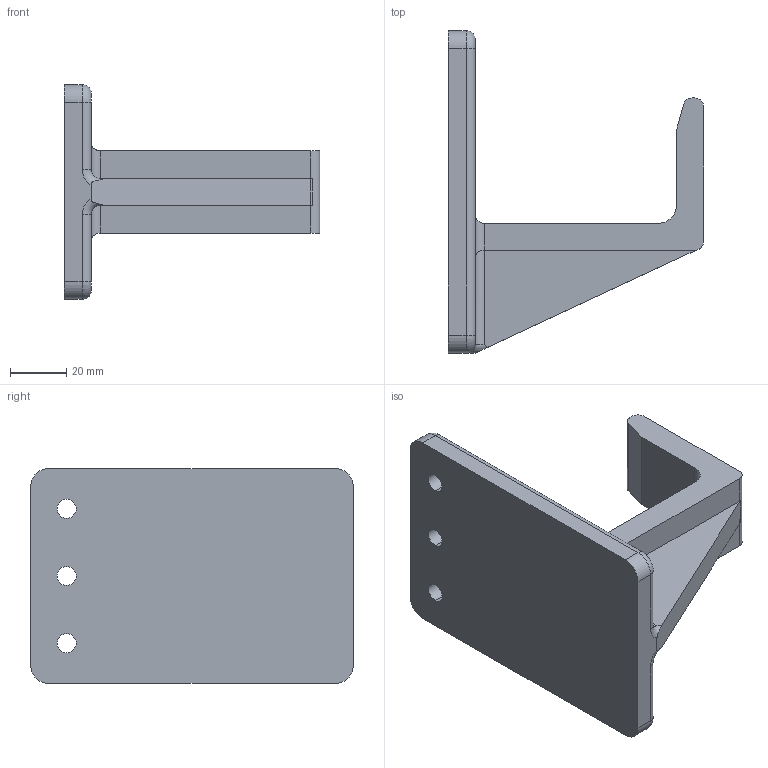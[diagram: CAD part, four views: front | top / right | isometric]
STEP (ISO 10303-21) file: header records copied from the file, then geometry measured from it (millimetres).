
FILE_DESCRIPTION (( 'STEP AP203' ), '1' );
FILE_NAME ('1019.STEP', '2010-08-19T17:41:12', ( '' ), ( '' ), 'SwSTEP 2.0', 'SolidWorks 2010', '' );
FILE_SCHEMA (( 'CONFIG_CONTROL_DESIGN' ));
Length unit declared in the file: inch
Products named in the file (1): 1019
Bounding box: 90.55 x 114.3 x 76.2 mm (x, y, z)
Volume: 127967.4 mm3; surface area: 32906.9 mm2
Topology: 1 solids, 1 shells, 60 faces, 147 edges, 92 vertices
Faces by surface type: cylinder 32, plane 22, torus 6
Entity records: 1888 total; most frequent: CARTESIAN_POINT 358, DIRECTION 317, ORIENTED_EDGE 294, EDGE_CURVE 147, AXIS2_PLACEMENT_3D 119, VERTEX_POINT 92, LINE 79, VECTOR 79
